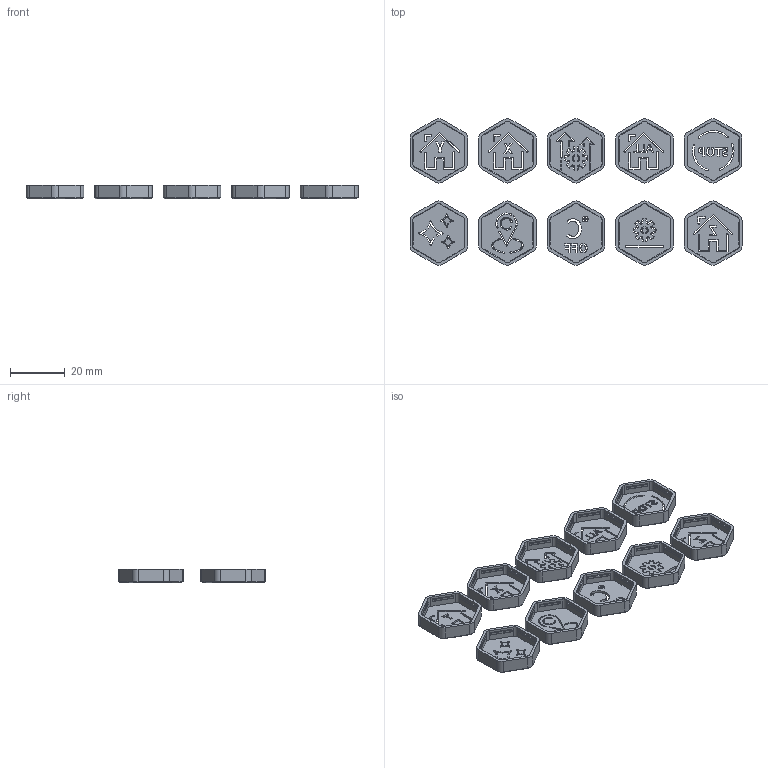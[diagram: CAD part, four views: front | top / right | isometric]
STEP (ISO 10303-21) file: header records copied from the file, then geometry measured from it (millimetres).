
FILE_DESCRIPTION (( 'STEP AP214' ), '1' );
FILE_NAME ('BD.STEP', '2023-09-22T07:39:14', ( '' ), ( '' ), 'SwSTEP 2.0', 'SolidWorks 2020', '' );
FILE_SCHEMA (( 'AUTOMOTIVE_DESIGN' ));
Length unit declared in the file: millimetre
Products named in the file (1): BD
Bounding box: 121 x 53.48 x 5.1 mm (x, y, z)
Volume: 6247.3 mm3; surface area: 14410.4 mm2
Topology: 10 solids, 10 shells, 1274 faces, 3432 edges, 2248 vertices
Faces by surface type: plane 710, bspline 367, cylinder 137, cone 60
Entity records: 44991 total; most frequent: CARTESIAN_POINT 14942, ORIENTED_EDGE 6864, DIRECTION 4848, EDGE_CURVE 3432, LINE 2364, VECTOR 2364, VERTEX_POINT 2248, EDGE_LOOP 1458
